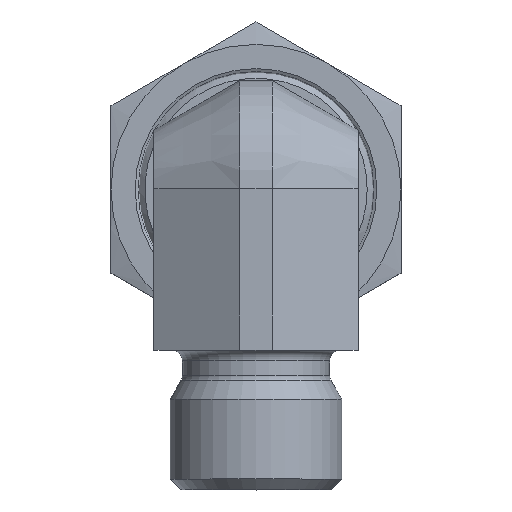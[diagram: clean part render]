
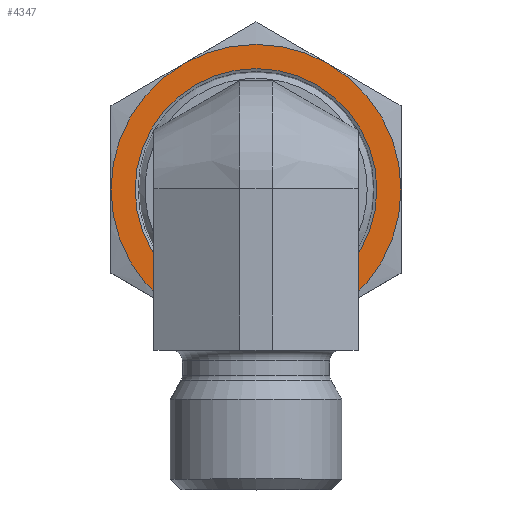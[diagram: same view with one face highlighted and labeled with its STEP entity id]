
A CAD part, top view. The second image highlights one B-rep face of the part: STEP entity #4347.
In plain terms, the highlighted face is planar.
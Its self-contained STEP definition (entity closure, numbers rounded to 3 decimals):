
#3565=CARTESIAN_POINT('',(-27.163,13.043,0.0));
#3566=VERTEX_POINT('',#3565);
#3582=CARTESIAN_POINT('',(-33.913,1.351,0.0));
#3583=VERTEX_POINT('',#3582);
#3584=CARTESIAN_POINT('',(-20.413,1.351,0.0));
#3585=DIRECTION('',(0.0,0.0,-1.0));
#3586=DIRECTION('',(1.0,0.0,0.0));
#3587=AXIS2_PLACEMENT_3D('',#3584,#3585,#3586);
#3588=CIRCLE('',#3587,13.5);
#3589=EDGE_CURVE('',#3583,#3566,#3588,.T.);
#3614=CARTESIAN_POINT('',(-27.163,-10.34,0.0));
#3615=VERTEX_POINT('',#3614);
#3642=CARTESIAN_POINT('',(-20.413,1.351,0.0));
#3643=DIRECTION('',(0.0,0.0,-1.0));
#3644=DIRECTION('',(1.0,0.0,0.0));
#3645=AXIS2_PLACEMENT_3D('',#3642,#3643,#3644);
#3646=CIRCLE('',#3645,13.5);
#3647=EDGE_CURVE('',#3615,#3583,#3646,.T.);
#3657=CARTESIAN_POINT('',(-13.663,13.043,0.0));
#3658=VERTEX_POINT('',#3657);
#3674=CARTESIAN_POINT('',(-20.413,1.351,0.0));
#3675=DIRECTION('',(0.0,0.0,-1.0));
#3676=DIRECTION('',(1.0,0.0,0.0));
#3677=AXIS2_PLACEMENT_3D('',#3674,#3675,#3676);
#3678=CIRCLE('',#3677,13.5);
#3679=EDGE_CURVE('',#3566,#3658,#3678,.T.);
#3704=CARTESIAN_POINT('',(-13.663,-10.34,0.0));
#3705=VERTEX_POINT('',#3704);
#3732=CARTESIAN_POINT('',(-20.413,1.351,0.0));
#3733=DIRECTION('',(0.0,0.0,-1.0));
#3734=DIRECTION('',(1.0,0.0,0.0));
#3735=AXIS2_PLACEMENT_3D('',#3732,#3733,#3734);
#3736=CIRCLE('',#3735,13.5);
#3737=EDGE_CURVE('',#3705,#3615,#3736,.T.);
#3747=CARTESIAN_POINT('',(-6.913,1.351,0.0));
#3748=VERTEX_POINT('',#3747);
#3764=CARTESIAN_POINT('',(-20.413,1.351,0.0));
#3765=DIRECTION('',(0.0,0.0,-1.0));
#3766=DIRECTION('',(1.0,0.0,0.0));
#3767=AXIS2_PLACEMENT_3D('',#3764,#3765,#3766);
#3768=CIRCLE('',#3767,13.5);
#3769=EDGE_CURVE('',#3658,#3748,#3768,.T.);
#3820=CARTESIAN_POINT('',(-20.413,1.351,0.0));
#3821=DIRECTION('',(0.0,0.0,-1.0));
#3822=DIRECTION('',(1.0,0.0,0.0));
#3823=AXIS2_PLACEMENT_3D('',#3820,#3821,#3822);
#3824=CIRCLE('',#3823,13.5);
#3825=EDGE_CURVE('',#3748,#3705,#3824,.T.);
#4197=CARTESIAN_POINT('',(-14.788,-8.392,0.0));
#4198=VERTEX_POINT('',#4197);
#4199=CARTESIAN_POINT('',(-20.413,1.351,0.0));
#4200=DIRECTION('',(0.,0.,1.0));
#4201=DIRECTION('',(0.5,-0.866,0.));
#4202=AXIS2_PLACEMENT_3D('',#4199,#4200,#4201);
#4203=CIRCLE('',#4202,11.25);
#4204=EDGE_CURVE('',#4198,#4198,#4203,.T.);
#4331=CARTESIAN_POINT('',(-20.413,1.351,0.0));
#4332=DIRECTION('',(0.0,0.0,1.0));
#4333=DIRECTION('',(1.0,0.0,0.0));
#4334=AXIS2_PLACEMENT_3D('',#4331,#4332,#4333);
#4335=PLANE('',#4334);
#4336=ORIENTED_EDGE('',*,*,#3589,.T.);
#4337=ORIENTED_EDGE('',*,*,#3679,.T.);
#4338=ORIENTED_EDGE('',*,*,#3769,.T.);
#4339=ORIENTED_EDGE('',*,*,#3825,.T.);
#4340=ORIENTED_EDGE('',*,*,#3737,.T.);
#4341=ORIENTED_EDGE('',*,*,#3647,.T.);
#4342=EDGE_LOOP('',(#4336,#4337,#4338,#4339,#4340,#4341));
#4343=FACE_OUTER_BOUND('',#4342,.T.);
#4344=ORIENTED_EDGE('',*,*,#4204,.T.);
#4345=EDGE_LOOP('',(#4344));
#4346=FACE_BOUND('',#4345,.T.);
#4347=ADVANCED_FACE('',(#4343,#4346),#4335,.F.);
